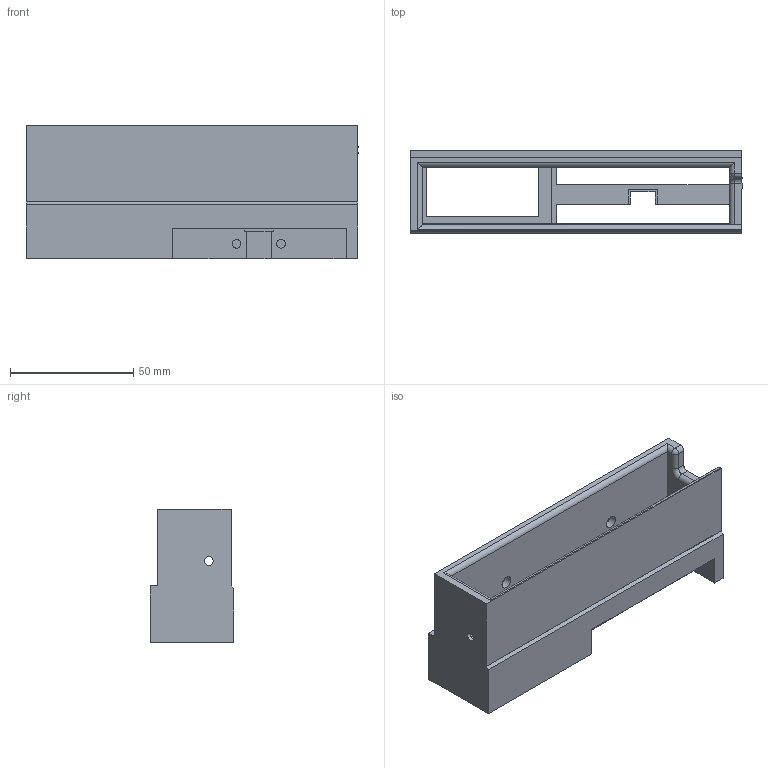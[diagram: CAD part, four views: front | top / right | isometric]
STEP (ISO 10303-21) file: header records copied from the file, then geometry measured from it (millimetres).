
FILE_DESCRIPTION(/* description */ (''),/* implementation_level */ '2;1');
FILE_NAME(/* name */ 'Step''s/1-switch enclosure Squire v21.step',/* time_stamp */ '2019-10-20T17:02:54-04:00',/* author */ (''),/* organization */ (''),/* preprocessor_version */ 'ST-DEVELOPER v18',/* originating_system */ 'Autodesk Translation Framework v8.6.0.1094',/* authorisation */ '');
FILE_SCHEMA (('AUTOMOTIVE_DESIGN { 1 0 10303 214 3 1 1 }'));
Length unit declared in the file: millimetre
Products named in the file (3): 1-switch enclosure Squire; 1-plug-mount v1 v1; PlugMountLarge
Assembly tree (2 placements, depth 3):
  1-switch enclosure Squire
    1-plug-mount v1 v1
      PlugMountLarge
Bounding box: 134.6 x 34 x 53.98 mm (x, y, z)
Volume: 68277 mm3; surface area: 39947.7 mm2
Topology: 1 solids, 1 shells, 95 faces, 247 edges, 162 vertices
Faces by surface type: plane 67, cylinder 26, sphere 1, torus 1
Full cylindrical faces by diameter (mm): 2.65 x4, 3.5 x6, 5 x8
Entity records: 3013 total; most frequent: CARTESIAN_POINT 509, DIRECTION 499, ORIENTED_EDGE 494, EDGE_CURVE 247, LINE 195, VECTOR 195, VERTEX_POINT 162, AXIS2_PLACEMENT_3D 152
